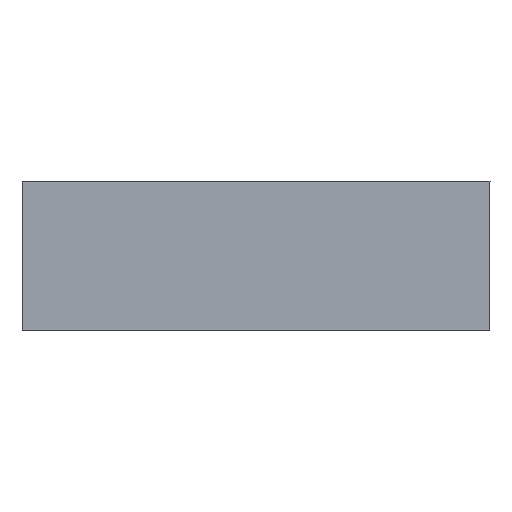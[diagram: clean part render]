
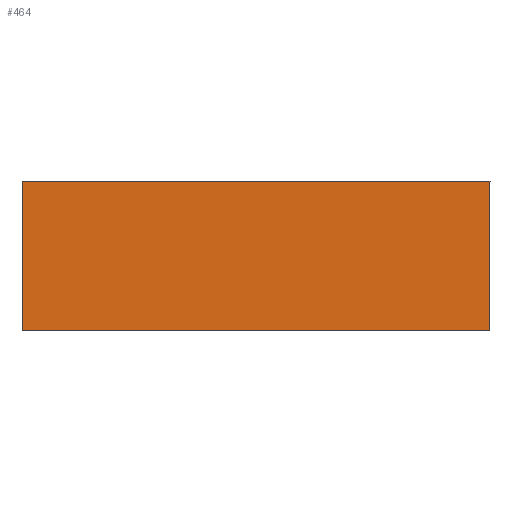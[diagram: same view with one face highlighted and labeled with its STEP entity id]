
A CAD part, front view. The second image highlights one B-rep face of the part: STEP entity #464.
In plain terms, the highlighted planar face has unit normal (0, -1, 0).
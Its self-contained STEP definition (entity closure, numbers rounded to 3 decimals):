
#42 = PLANE('',#43);
#43 = AXIS2_PLACEMENT_3D('',#44,#45,#46);
#44 = CARTESIAN_POINT('',(271.258,9.52,35.633
    ));
#45 = DIRECTION('',(-1.,0.,
    0.));
#46 = DIRECTION('',(0.,0.,
    1.));
#92 = PLANE('',#93);
#93 = AXIS2_PLACEMENT_3D('',#94,#95,#96);
#94 = CARTESIAN_POINT('',(272.508,9.52,35.633
    ));
#95 = DIRECTION('',(1.,0.,
    0.));
#96 = DIRECTION('',(0.,0.,
    -1.));
#230 = PLANE('',#231);
#231 = AXIS2_PLACEMENT_3D('',#232,#233,#234);
#232 = CARTESIAN_POINT('',(271.013,9.555,
    34.873));
#233 = DIRECTION('',(0.,0.,
    1.));
#234 = DIRECTION('',(-1.,0.,
    0.));
#264 = VERTEX_POINT('',#265);
#265 = CARTESIAN_POINT('',(271.258,10.28,
    34.873));
#283 = EDGE_CURVE('',#264,#284,#286,.T.);
#284 = VERTEX_POINT('',#285);
#285 = CARTESIAN_POINT('',(272.508,10.28,
    34.873));
#286 = SURFACE_CURVE('',#287,(#290,#296),.PCURVE_S1.);
#287 = B_SPLINE_CURVE_WITH_KNOTS('',1,(#288,#289),.UNSPECIFIED.,.F.,.F.,
  (2,2),(-1.25,0.),.PIECEWISE_BEZIER_KNOTS.);
#288 = CARTESIAN_POINT('',(271.258,10.28,
    34.873));
#289 = CARTESIAN_POINT('',(272.508,10.28,
    34.873));
#290 = PCURVE('',#230,#291);
#291 = DEFINITIONAL_REPRESENTATION('',(#292),#295);
#292 = B_SPLINE_CURVE_WITH_KNOTS('',1,(#293,#294),.UNSPECIFIED.,.F.,.F.,
  (2,2),(-1.25,0.),.PIECEWISE_BEZIER_KNOTS.);
#293 = CARTESIAN_POINT('',(-0.245,-0.725));
#294 = CARTESIAN_POINT('',(-1.495,-0.725));
#295 = ( GEOMETRIC_REPRESENTATION_CONTEXT(2) 
PARAMETRIC_REPRESENTATION_CONTEXT() REPRESENTATION_CONTEXT('2D SPACE',''
  ) );
#296 = PCURVE('',#297,#302);
#297 = PLANE('',#298);
#298 = AXIS2_PLACEMENT_3D('',#299,#300,#301);
#299 = CARTESIAN_POINT('',(272.753,10.28,
    35.633));
#300 = DIRECTION('',(0.,-1.,0.));
#301 = DIRECTION('',(-1.,0.,
    0.));
#302 = DEFINITIONAL_REPRESENTATION('',(#303),#306);
#303 = B_SPLINE_CURVE_WITH_KNOTS('',1,(#304,#305),.UNSPECIFIED.,.F.,.F.,
  (2,2),(-1.25,0.),.PIECEWISE_BEZIER_KNOTS.);
#304 = CARTESIAN_POINT('',(1.495,0.76));
#305 = CARTESIAN_POINT('',(0.245,0.76));
#306 = ( GEOMETRIC_REPRESENTATION_CONTEXT(2) 
PARAMETRIC_REPRESENTATION_CONTEXT() REPRESENTATION_CONTEXT('2D SPACE',''
  ) );
#397 = EDGE_CURVE('',#284,#398,#400,.T.);
#398 = VERTEX_POINT('',#399);
#399 = CARTESIAN_POINT('',(272.508,10.28,
    34.473));
#400 = SURFACE_CURVE('',#401,(#404,#410),.PCURVE_S1.);
#401 = B_SPLINE_CURVE_WITH_KNOTS('',1,(#402,#403),.UNSPECIFIED.,.F.,.F.,
  (2,2),(-0.4,0.),.PIECEWISE_BEZIER_KNOTS.);
#402 = CARTESIAN_POINT('',(272.508,10.28,
    34.873));
#403 = CARTESIAN_POINT('',(272.508,10.28,
    34.473));
#404 = PCURVE('',#92,#405);
#405 = DEFINITIONAL_REPRESENTATION('',(#406),#409);
#406 = B_SPLINE_CURVE_WITH_KNOTS('',1,(#407,#408),.UNSPECIFIED.,.F.,.F.,
  (2,2),(-0.4,0.),.PIECEWISE_BEZIER_KNOTS.);
#407 = CARTESIAN_POINT('',(0.76,0.76));
#408 = CARTESIAN_POINT('',(1.16,0.76));
#409 = ( GEOMETRIC_REPRESENTATION_CONTEXT(2) 
PARAMETRIC_REPRESENTATION_CONTEXT() REPRESENTATION_CONTEXT('2D SPACE',''
  ) );
#410 = PCURVE('',#297,#411);
#411 = DEFINITIONAL_REPRESENTATION('',(#412),#415);
#412 = B_SPLINE_CURVE_WITH_KNOTS('',1,(#413,#414),.UNSPECIFIED.,.F.,.F.,
  (2,2),(-0.4,0.),.PIECEWISE_BEZIER_KNOTS.);
#413 = CARTESIAN_POINT('',(0.245,0.76));
#414 = CARTESIAN_POINT('',(0.245,1.16));
#415 = ( GEOMETRIC_REPRESENTATION_CONTEXT(2) 
PARAMETRIC_REPRESENTATION_CONTEXT() REPRESENTATION_CONTEXT('2D SPACE',''
  ) );
#431 = PLANE('',#432);
#432 = AXIS2_PLACEMENT_3D('',#433,#434,#435);
#433 = CARTESIAN_POINT('',(272.753,9.52,
    34.473));
#434 = DIRECTION('',(0.,0.,
    -1.));
#435 = DIRECTION('',(1.,0.,
    0.));
#464 = ADVANCED_FACE('',(#465),#297,.T.);
#465 = FACE_BOUND('',#466,.T.);
#466 = EDGE_LOOP('',(#467,#487,#505,#506));
#467 = ORIENTED_EDGE('',*,*,#468,.T.);
#468 = EDGE_CURVE('',#264,#469,#471,.T.);
#469 = VERTEX_POINT('',#470);
#470 = CARTESIAN_POINT('',(271.258,10.28,
    34.473));
#471 = SURFACE_CURVE('',#472,(#475,#481),.PCURVE_S1.);
#472 = B_SPLINE_CURVE_WITH_KNOTS('',1,(#473,#474),.UNSPECIFIED.,.F.,.F.,
  (2,2),(0.,0.4),.PIECEWISE_BEZIER_KNOTS.);
#473 = CARTESIAN_POINT('',(271.258,10.28,
    34.873));
#474 = CARTESIAN_POINT('',(271.258,10.28,
    34.473));
#475 = PCURVE('',#297,#476);
#476 = DEFINITIONAL_REPRESENTATION('',(#477),#480);
#477 = B_SPLINE_CURVE_WITH_KNOTS('',1,(#478,#479),.UNSPECIFIED.,.F.,.F.,
  (2,2),(0.,0.4),.PIECEWISE_BEZIER_KNOTS.);
#478 = CARTESIAN_POINT('',(1.495,0.76));
#479 = CARTESIAN_POINT('',(1.495,1.16));
#480 = ( GEOMETRIC_REPRESENTATION_CONTEXT(2) 
PARAMETRIC_REPRESENTATION_CONTEXT() REPRESENTATION_CONTEXT('2D SPACE',''
  ) );
#481 = PCURVE('',#42,#482);
#482 = DEFINITIONAL_REPRESENTATION('',(#483),#486);
#483 = B_SPLINE_CURVE_WITH_KNOTS('',1,(#484,#485),.UNSPECIFIED.,.F.,.F.,
  (2,2),(0.,0.4),.PIECEWISE_BEZIER_KNOTS.);
#484 = CARTESIAN_POINT('',(-0.76,0.76));
#485 = CARTESIAN_POINT('',(-1.16,0.76));
#486 = ( GEOMETRIC_REPRESENTATION_CONTEXT(2) 
PARAMETRIC_REPRESENTATION_CONTEXT() REPRESENTATION_CONTEXT('2D SPACE',''
  ) );
#487 = ORIENTED_EDGE('',*,*,#488,.T.);
#488 = EDGE_CURVE('',#469,#398,#489,.T.);
#489 = SURFACE_CURVE('',#490,(#493,#499),.PCURVE_S1.);
#490 = B_SPLINE_CURVE_WITH_KNOTS('',1,(#491,#492),.UNSPECIFIED.,.F.,.F.,
  (2,2),(-1.25,0.),.PIECEWISE_BEZIER_KNOTS.);
#491 = CARTESIAN_POINT('',(271.258,10.28,
    34.473));
#492 = CARTESIAN_POINT('',(272.508,10.28,
    34.473));
#493 = PCURVE('',#297,#494);
#494 = DEFINITIONAL_REPRESENTATION('',(#495),#498);
#495 = B_SPLINE_CURVE_WITH_KNOTS('',1,(#496,#497),.UNSPECIFIED.,.F.,.F.,
  (2,2),(-1.25,0.),.PIECEWISE_BEZIER_KNOTS.);
#496 = CARTESIAN_POINT('',(1.495,1.16));
#497 = CARTESIAN_POINT('',(0.245,1.16));
#498 = ( GEOMETRIC_REPRESENTATION_CONTEXT(2) 
PARAMETRIC_REPRESENTATION_CONTEXT() REPRESENTATION_CONTEXT('2D SPACE',''
  ) );
#499 = PCURVE('',#431,#500);
#500 = DEFINITIONAL_REPRESENTATION('',(#501),#504);
#501 = B_SPLINE_CURVE_WITH_KNOTS('',1,(#502,#503),.UNSPECIFIED.,.F.,.F.,
  (2,2),(-1.25,0.),.PIECEWISE_BEZIER_KNOTS.);
#502 = CARTESIAN_POINT('',(-1.495,-0.76));
#503 = CARTESIAN_POINT('',(-0.245,-0.76));
#504 = ( GEOMETRIC_REPRESENTATION_CONTEXT(2) 
PARAMETRIC_REPRESENTATION_CONTEXT() REPRESENTATION_CONTEXT('2D SPACE',''
  ) );
#505 = ORIENTED_EDGE('',*,*,#397,.F.);
#506 = ORIENTED_EDGE('',*,*,#283,.F.);
